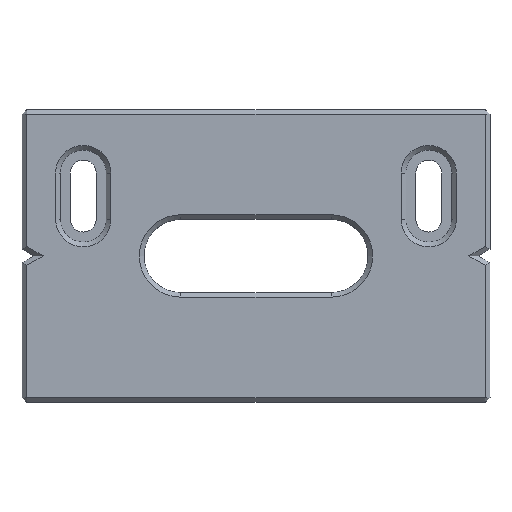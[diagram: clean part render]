
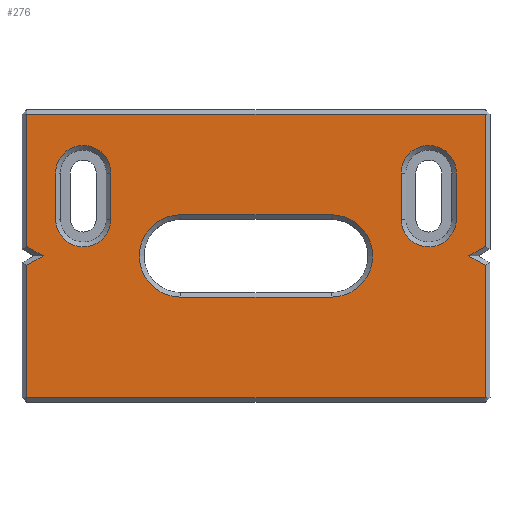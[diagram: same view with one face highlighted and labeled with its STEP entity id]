
A CAD part, top view. The second image highlights one B-rep face of the part: STEP entity #276.
In plain terms, the highlighted planar face has unit normal (0, 0, 1).
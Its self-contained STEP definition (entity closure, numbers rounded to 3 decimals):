
#93 = VERTEX_POINT('',#94);
#94 = CARTESIAN_POINT('',(-49.8,30.75,4.));
#102 = VERTEX_POINT('',#103);
#103 = CARTESIAN_POINT('',(-49.8,2.077,4.));
#109 = EDGE_CURVE('',#93,#102,#110,.T.);
#110 = LINE('',#111,#112);
#111 = CARTESIAN_POINT('',(-49.8,31.75,4.));
#112 = VECTOR('',#113,1.);
#113 = DIRECTION('',(0.,-1.,0.));
#219 = VERTEX_POINT('',#220);
#220 = CARTESIAN_POINT('',(-46.202,0.,4.));
#226 = EDGE_CURVE('',#102,#219,#227,.T.);
#227 = LINE('',#228,#229);
#228 = CARTESIAN_POINT('',(-50.3,2.366,4.));
#229 = VECTOR('',#230,1.);
#230 = DIRECTION('',(0.866,-0.5,0.));
#276 = ADVANCED_FACE('',(#277,#343,#379,#415),#451,.T.);
#277 = FACE_BOUND('',#278,.T.);
#278 = EDGE_LOOP('',(#279,#287,#288,#289,#297,#305,#313,#321,#329,#337)
  );
#279 = ORIENTED_EDGE('',*,*,#280,.T.);
#280 = EDGE_CURVE('',#281,#93,#283,.T.);
#281 = VERTEX_POINT('',#282);
#282 = CARTESIAN_POINT('',(49.8,30.75,4.));
#283 = LINE('',#284,#285);
#284 = CARTESIAN_POINT('',(50.8,30.75,4.));
#285 = VECTOR('',#286,1.);
#286 = DIRECTION('',(-1.,0.,0.));
#287 = ORIENTED_EDGE('',*,*,#109,.T.);
#288 = ORIENTED_EDGE('',*,*,#226,.T.);
#289 = ORIENTED_EDGE('',*,*,#290,.T.);
#290 = EDGE_CURVE('',#219,#291,#293,.T.);
#291 = VERTEX_POINT('',#292);
#292 = CARTESIAN_POINT('',(-49.8,-2.077,4.));
#293 = LINE('',#294,#295);
#294 = CARTESIAN_POINT('',(-47.702,-0.866,4.));
#295 = VECTOR('',#296,1.);
#296 = DIRECTION('',(-0.866,-0.5,0.));
#297 = ORIENTED_EDGE('',*,*,#298,.T.);
#298 = EDGE_CURVE('',#291,#299,#301,.T.);
#299 = VERTEX_POINT('',#300);
#300 = CARTESIAN_POINT('',(-49.8,-30.75,4.));
#301 = LINE('',#302,#303);
#302 = CARTESIAN_POINT('',(-49.8,-1.5,4.));
#303 = VECTOR('',#304,1.);
#304 = DIRECTION('',(0.,-1.,0.));
#305 = ORIENTED_EDGE('',*,*,#306,.T.);
#306 = EDGE_CURVE('',#299,#307,#309,.T.);
#307 = VERTEX_POINT('',#308);
#308 = CARTESIAN_POINT('',(49.8,-30.75,4.));
#309 = LINE('',#310,#311);
#310 = CARTESIAN_POINT('',(-50.8,-30.75,4.));
#311 = VECTOR('',#312,1.);
#312 = DIRECTION('',(1.,0.,0.));
#313 = ORIENTED_EDGE('',*,*,#314,.T.);
#314 = EDGE_CURVE('',#307,#315,#317,.T.);
#315 = VERTEX_POINT('',#316);
#316 = CARTESIAN_POINT('',(49.8,-2.077,4.));
#317 = LINE('',#318,#319);
#318 = CARTESIAN_POINT('',(49.8,-31.75,4.));
#319 = VECTOR('',#320,1.);
#320 = DIRECTION('',(0.,1.,0.));
#321 = ORIENTED_EDGE('',*,*,#322,.T.);
#322 = EDGE_CURVE('',#315,#323,#325,.T.);
#323 = VERTEX_POINT('',#324);
#324 = CARTESIAN_POINT('',(46.202,0.,4.));
#325 = LINE('',#326,#327);
#326 = CARTESIAN_POINT('',(50.3,-2.366,4.));
#327 = VECTOR('',#328,1.);
#328 = DIRECTION('',(-0.866,0.5,0.));
#329 = ORIENTED_EDGE('',*,*,#330,.T.);
#330 = EDGE_CURVE('',#323,#331,#333,.T.);
#331 = VERTEX_POINT('',#332);
#332 = CARTESIAN_POINT('',(49.8,2.077,4.));
#333 = LINE('',#334,#335);
#334 = CARTESIAN_POINT('',(47.702,0.866,4.));
#335 = VECTOR('',#336,1.);
#336 = DIRECTION('',(0.866,0.5,0.));
#337 = ORIENTED_EDGE('',*,*,#338,.T.);
#338 = EDGE_CURVE('',#331,#281,#339,.T.);
#339 = LINE('',#340,#341);
#340 = CARTESIAN_POINT('',(49.8,1.5,4.));
#341 = VECTOR('',#342,1.);
#342 = DIRECTION('',(0.,1.,0.));
#343 = FACE_BOUND('',#344,.T.);
#344 = EDGE_LOOP('',(#345,#356,#364,#373));
#345 = ORIENTED_EDGE('',*,*,#346,.F.);
#346 = EDGE_CURVE('',#347,#349,#351,.T.);
#347 = VERTEX_POINT('',#348);
#348 = CARTESIAN_POINT('',(-16.375,8.938,4.));
#349 = VERTEX_POINT('',#350);
#350 = CARTESIAN_POINT('',(-16.375,-8.938,4.));
#351 = CIRCLE('',#352,8.938);
#352 = AXIS2_PLACEMENT_3D('',#353,#354,#355);
#353 = CARTESIAN_POINT('',(-16.375,0.,4.));
#354 = DIRECTION('',(0.,-0.,1.));
#355 = DIRECTION('',(0.,1.,0.));
#356 = ORIENTED_EDGE('',*,*,#357,.F.);
#357 = EDGE_CURVE('',#358,#347,#360,.T.);
#358 = VERTEX_POINT('',#359);
#359 = CARTESIAN_POINT('',(16.375,8.938,4.));
#360 = LINE('',#361,#362);
#361 = CARTESIAN_POINT('',(16.375,8.938,4.));
#362 = VECTOR('',#363,1.);
#363 = DIRECTION('',(-1.,-0.,-0.));
#364 = ORIENTED_EDGE('',*,*,#365,.F.);
#365 = EDGE_CURVE('',#366,#358,#368,.T.);
#366 = VERTEX_POINT('',#367);
#367 = CARTESIAN_POINT('',(16.375,-8.938,4.));
#368 = CIRCLE('',#369,8.938);
#369 = AXIS2_PLACEMENT_3D('',#370,#371,#372);
#370 = CARTESIAN_POINT('',(16.375,0.,4.));
#371 = DIRECTION('',(0.,0.,1.));
#372 = DIRECTION('',(0.,-1.,0.));
#373 = ORIENTED_EDGE('',*,*,#374,.F.);
#374 = EDGE_CURVE('',#349,#366,#375,.T.);
#375 = LINE('',#376,#377);
#376 = CARTESIAN_POINT('',(-16.375,-8.938,4.));
#377 = VECTOR('',#378,1.);
#378 = DIRECTION('',(1.,0.,0.));
#379 = FACE_BOUND('',#380,.T.);
#380 = EDGE_LOOP('',(#381,#392,#400,#409));
#381 = ORIENTED_EDGE('',*,*,#382,.F.);
#382 = EDGE_CURVE('',#383,#385,#387,.T.);
#383 = VERTEX_POINT('',#384);
#384 = CARTESIAN_POINT('',(-31.5,18.,4.));
#385 = VERTEX_POINT('',#386);
#386 = CARTESIAN_POINT('',(-43.5,18.,4.));
#387 = CIRCLE('',#388,6.);
#388 = AXIS2_PLACEMENT_3D('',#389,#390,#391);
#389 = CARTESIAN_POINT('',(-37.5,18.,4.));
#390 = DIRECTION('',(0.,0.,1.));
#391 = DIRECTION('',(1.,0.,0.));
#392 = ORIENTED_EDGE('',*,*,#393,.F.);
#393 = EDGE_CURVE('',#394,#383,#396,.T.);
#394 = VERTEX_POINT('',#395);
#395 = CARTESIAN_POINT('',(-31.5,8.,4.));
#396 = LINE('',#397,#398);
#397 = CARTESIAN_POINT('',(-31.5,8.,4.));
#398 = VECTOR('',#399,1.);
#399 = DIRECTION('',(0.,1.,0.));
#400 = ORIENTED_EDGE('',*,*,#401,.F.);
#401 = EDGE_CURVE('',#402,#394,#404,.T.);
#402 = VERTEX_POINT('',#403);
#403 = CARTESIAN_POINT('',(-43.5,8.,4.));
#404 = CIRCLE('',#405,6.);
#405 = AXIS2_PLACEMENT_3D('',#406,#407,#408);
#406 = CARTESIAN_POINT('',(-37.5,8.,4.));
#407 = DIRECTION('',(0.,0.,1.));
#408 = DIRECTION('',(-1.,0.,0.));
#409 = ORIENTED_EDGE('',*,*,#410,.F.);
#410 = EDGE_CURVE('',#385,#402,#411,.T.);
#411 = LINE('',#412,#413);
#412 = CARTESIAN_POINT('',(-43.5,18.,4.));
#413 = VECTOR('',#414,1.);
#414 = DIRECTION('',(0.,-1.,0.));
#415 = FACE_BOUND('',#416,.T.);
#416 = EDGE_LOOP('',(#417,#428,#436,#445));
#417 = ORIENTED_EDGE('',*,*,#418,.F.);
#418 = EDGE_CURVE('',#419,#421,#423,.T.);
#419 = VERTEX_POINT('',#420);
#420 = CARTESIAN_POINT('',(43.5,18.,4.));
#421 = VERTEX_POINT('',#422);
#422 = CARTESIAN_POINT('',(31.5,18.,4.));
#423 = CIRCLE('',#424,6.);
#424 = AXIS2_PLACEMENT_3D('',#425,#426,#427);
#425 = CARTESIAN_POINT('',(37.5,18.,4.));
#426 = DIRECTION('',(0.,0.,1.));
#427 = DIRECTION('',(1.,0.,0.));
#428 = ORIENTED_EDGE('',*,*,#429,.F.);
#429 = EDGE_CURVE('',#430,#419,#432,.T.);
#430 = VERTEX_POINT('',#431);
#431 = CARTESIAN_POINT('',(43.5,8.,4.));
#432 = LINE('',#433,#434);
#433 = CARTESIAN_POINT('',(43.5,8.,4.));
#434 = VECTOR('',#435,1.);
#435 = DIRECTION('',(0.,1.,0.));
#436 = ORIENTED_EDGE('',*,*,#437,.F.);
#437 = EDGE_CURVE('',#438,#430,#440,.T.);
#438 = VERTEX_POINT('',#439);
#439 = CARTESIAN_POINT('',(31.5,8.,4.));
#440 = CIRCLE('',#441,6.);
#441 = AXIS2_PLACEMENT_3D('',#442,#443,#444);
#442 = CARTESIAN_POINT('',(37.5,8.,4.));
#443 = DIRECTION('',(0.,0.,1.));
#444 = DIRECTION('',(-1.,0.,0.));
#445 = ORIENTED_EDGE('',*,*,#446,.F.);
#446 = EDGE_CURVE('',#421,#438,#447,.T.);
#447 = LINE('',#448,#449);
#448 = CARTESIAN_POINT('',(31.5,18.,4.));
#449 = VECTOR('',#450,1.);
#450 = DIRECTION('',(0.,-1.,0.));
#451 = PLANE('',#452);
#452 = AXIS2_PLACEMENT_3D('',#453,#454,#455);
#453 = CARTESIAN_POINT('',(0.,0.,4.));
#454 = DIRECTION('',(0.,0.,1.));
#455 = DIRECTION('',(1.,0.,0.));
